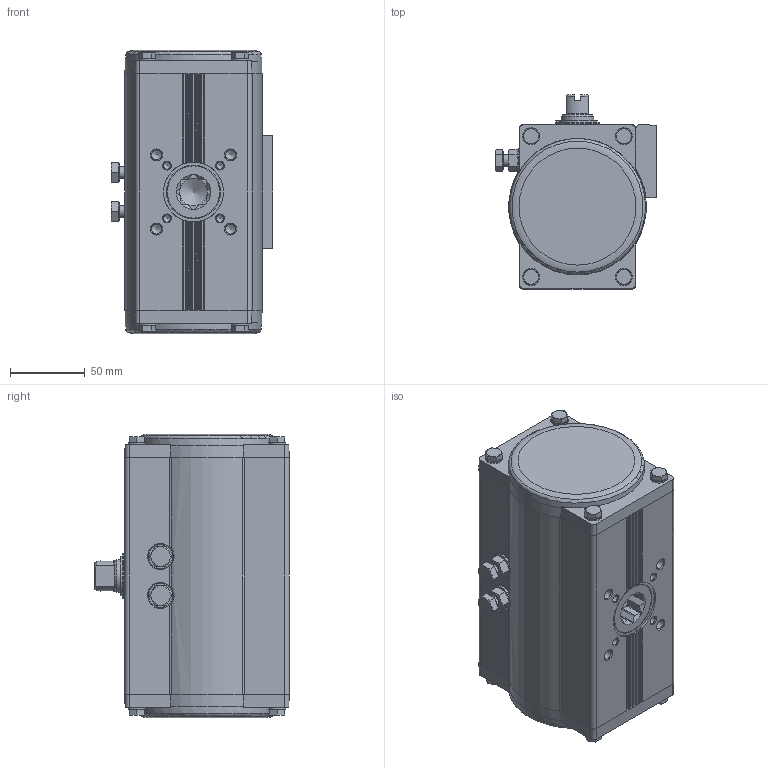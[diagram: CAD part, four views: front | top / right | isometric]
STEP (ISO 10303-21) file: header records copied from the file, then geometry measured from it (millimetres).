
FILE_DESCRIPTION(/* description */ ('STEP AP214'),/* implementation_level */ '2;1');
FILE_NAME(/* name */ '8066411_DFPD-N-80-RP-90-RD-F0507-R3-EP',/* time_stamp */ '2024-08-15T20:47:48+02:00',/* author */ ('License CC BY-ND 4.0'),/* organization */ ('CADENAS'),/* preprocessor_version */ 'ST-DEVELOPER v19.3',/* originating_system */ 'PARTsolutions',/* authorisation */ ' ');
FILE_SCHEMA (('AUTOMOTIVE_DESIGN {1 0 10303 214 3 1 1}'));
Length unit declared in the file: millimetre
Products named in the file (6): 8066411 DFPD-N-80-RP-90-RD-F0507-R3-EP---(90); 8042187 DFPD-N-80-90-RD-F05-------(housing); 8042187 DFPD-80(F05_90)---(shaft); 3639455 SCHEIBE 8.2X16X1.5-1.4301; 3639451 DFPD-80; DIN 934 - M8(F)
Assembly tree (8 placements, depth 2):
  8066411 DFPD-N-80-RP-90-RD-F0507-R3-EP---(90)
    8042187 DFPD-N-80-90-RD-F05-------(housing)
    8042187 DFPD-80(F05_90)---(shaft)
    3639455 SCHEIBE 8.2X16X1.5-1.4301  x2
    3639451 DFPD-80  x2
    DIN 934 - M8(F)  x2
Bounding box: 108 x 130 x 189.3 mm (x, y, z)
Volume: 1712699.8 mm3; surface area: 134781.4 mm2
Topology: 8 solids, 8 shells, 665 faces, 1570 edges, 981 vertices
Faces by surface type: plane 349, cone 148, cylinder 139, torus 27, sphere 2
Full cylindrical faces by diameter (mm): 2 x2, 4.134 x8, 4.917 x5, 5 x2, 6.647 x8, 8 x2, 8.2 x2, 8.5 x2, 10 x2, 11.5 x8, 12.2 x2, 13 x2, 16 x2, 17.2 x2, 22 x3, 24 x1, 26 x2, 26.3 x1, 30 x2, 31 x1, 35.5 x2, 36 x2, 40 x1
Entity records: 17442 total; most frequent: CARTESIAN_POINT 3599, DIRECTION 2824, ORIENTED_EDGE 2630, EDGE_CURVE 1315, AXIS2_PLACEMENT_3D 1102, VERTEX_POINT 911, FACE_BOUND 852, EDGE_LOOP 838
